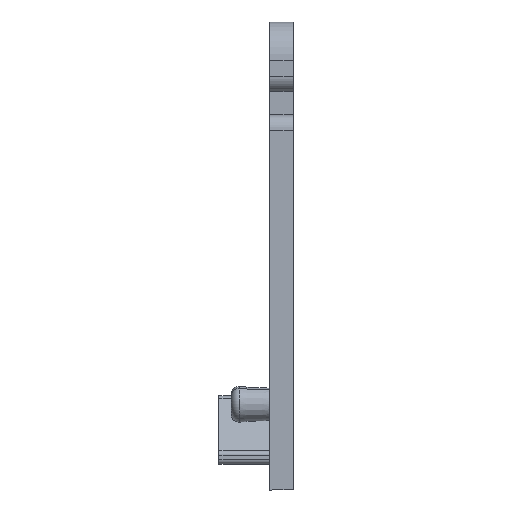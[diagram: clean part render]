
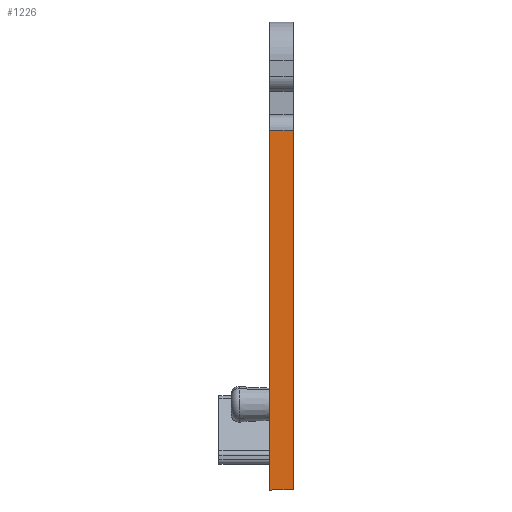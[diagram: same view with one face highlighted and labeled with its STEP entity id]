
A CAD part, front view. The second image highlights one B-rep face of the part: STEP entity #1226.
In plain terms, the highlighted planar face has unit normal (0, -1, 0).
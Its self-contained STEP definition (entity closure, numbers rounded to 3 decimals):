
#1206=AXIS2_PLACEMENT_3D('Plane Axis2P3D',#1203,#1204,#1205) ;
#308=CARTESIAN_POINT('Vertex',(3.3,0.,0.)) ;
#311=CARTESIAN_POINT('Line Origine',(3.3,0.,11.65)) ;
#315=CARTESIAN_POINT('Vertex',(3.3,0.,23.3)) ;
#1184=CARTESIAN_POINT('Line Origine',(4.05,0.,23.3)) ;
#1188=CARTESIAN_POINT('Vertex',(4.8,0.,23.3)) ;
#1203=CARTESIAN_POINT('Axis2P3D Location',(4.8,0.,0.)) ;
#1208=CARTESIAN_POINT('Line Origine',(4.05,0.,0.)) ;
#1212=CARTESIAN_POINT('Vertex',(4.8,0.,0.)) ;
#1215=CARTESIAN_POINT('Line Origine',(4.8,0.,11.65)) ;
#312=DIRECTION('Vector Direction',(0.,0.,1.)) ;
#1185=DIRECTION('Vector Direction',(1.,0.,0.)) ;
#1204=DIRECTION('Axis2P3D Direction',(0.,1.,0.)) ;
#1205=DIRECTION('Axis2P3D XDirection',(0.,0.,1.)) ;
#1209=DIRECTION('Vector Direction',(1.,0.,0.)) ;
#1216=DIRECTION('Vector Direction',(0.,0.,1.)) ;
#313=VECTOR('Line Direction',#312,1.) ;
#1186=VECTOR('Line Direction',#1185,1.) ;
#1210=VECTOR('Line Direction',#1209,1.) ;
#1217=VECTOR('Line Direction',#1216,1.) ;
#1221=ORIENTED_EDGE('',*,*,#1190,.F.) ;
#1222=ORIENTED_EDGE('',*,*,#317,.T.) ;
#1223=ORIENTED_EDGE('',*,*,#1214,.T.) ;
#1224=ORIENTED_EDGE('',*,*,#1219,.F.) ;
#1226=ADVANCED_FACE('Koerper.2',(#1225),#1207,.F.) ;
#317=EDGE_CURVE('',#316,#309,#314,.F.) ;
#1190=EDGE_CURVE('',#316,#1189,#1187,.T.) ;
#1214=EDGE_CURVE('',#309,#1213,#1211,.T.) ;
#1219=EDGE_CURVE('',#1189,#1213,#1218,.F.) ;
#1220=EDGE_LOOP('',(#1221,#1222,#1223,#1224)) ;
#1225=FACE_OUTER_BOUND('',#1220,.T.) ;
#314=LINE('Line',#311,#313) ;
#1187=LINE('Line',#1184,#1186) ;
#1211=LINE('Line',#1208,#1210) ;
#1218=LINE('Line',#1215,#1217) ;
#1207=PLANE('',#1206) ;
#309=VERTEX_POINT('',#308) ;
#316=VERTEX_POINT('',#315) ;
#1189=VERTEX_POINT('',#1188) ;
#1213=VERTEX_POINT('',#1212) ;
